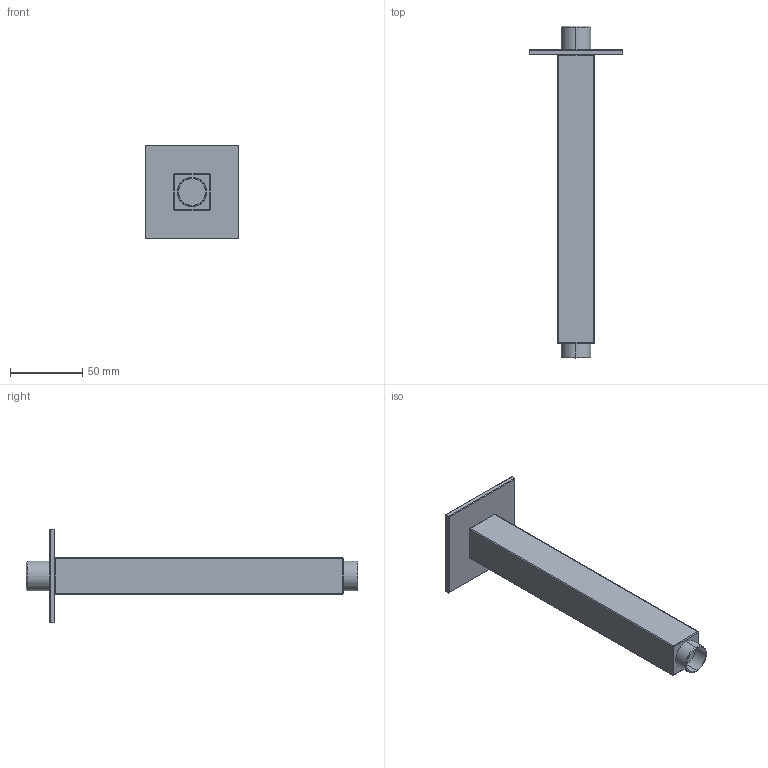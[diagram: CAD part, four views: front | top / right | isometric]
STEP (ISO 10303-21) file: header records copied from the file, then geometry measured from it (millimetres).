
FILE_DESCRIPTION (( 'STEP AP214' ), '1' );
FILE_NAME ('QUA.0028.STEP', '2022-11-11T15:51:35', ( 'Solid' ), ( '' ), 'SwSTEP 2.0', 'SolidWorks 2019', '' );
FILE_SCHEMA (( 'AUTOMOTIVE_DESIGN' ));
Length unit declared in the file: millimetre
Products named in the file (3): 0004-ESEPLHO_JET_QUADRADO_65X65_000000000000; 0004-HASTE_CHUVEIRO_TETO_QUADRADO_000000000000; QUA.0028
Assembly tree (2 placements, depth 2):
  QUA.0028
    0004-ESEPLHO_JET_QUADRADO_65X65_000000000000
    0004-HASTE_CHUVEIRO_TETO_QUADRADO_000000000000
Bounding box: 65 x 230 x 65 mm (x, y, z)
Volume: 145673.3 mm3; surface area: 32281.7 mm2
Topology: 2 solids, 2 shells, 55 faces, 116 edges, 60 vertices
Faces by surface type: cylinder 28, plane 15, sphere 8, torus 2, cone 2
Entity records: 1494 total; most frequent: DIRECTION 266, CARTESIAN_POINT 252, ORIENTED_EDGE 216, EDGE_CURVE 108, AXIS2_PLACEMENT_3D 106, EDGE_LOOP 60, VERTEX_POINT 60, ADVANCED_FACE 55
